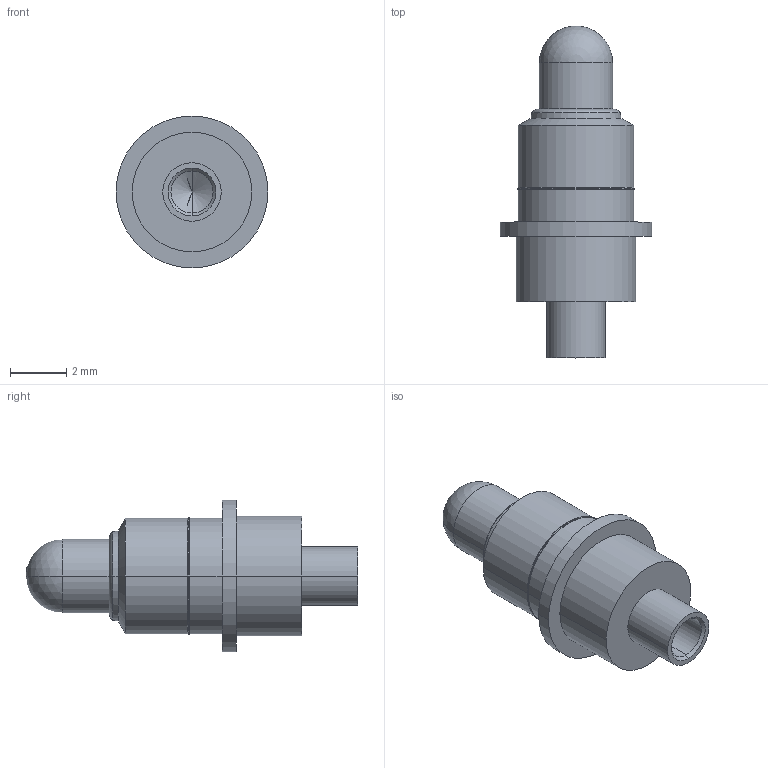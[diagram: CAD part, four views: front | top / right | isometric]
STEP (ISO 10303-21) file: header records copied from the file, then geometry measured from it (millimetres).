
FILE_DESCRIPTION (( 'STEP AP214' ), '1' );
FILE_NAME ('UEBK-30306_2017_09_11.STEP', '2017-09-11T14:30:13', ( '' ), ( '' ), 'SwSTEP 2.0', 'SolidWorks 2017', '' );
FILE_SCHEMA (( 'AUTOMOTIVE_DESIGN' ));
Length unit declared in the file: millimetre
Products named in the file (1): UEBK-30306_2017_09_11
Bounding box: 5.4 x 11.8 x 5.4 mm (x, y, z)
Volume: 112.1 mm3; surface area: 172.4 mm2
Topology: 1 solids, 1 shells, 35 faces, 74 edges, 42 vertices
Faces by surface type: cylinder 16, cone 10, plane 5, sphere 2, torus 2
Entity records: 930 total; most frequent: DIRECTION 182, CARTESIAN_POINT 144, ORIENTED_EDGE 136, AXIS2_PLACEMENT_3D 78, EDGE_CURVE 68, CIRCLE 42, EDGE_LOOP 40, VERTEX_POINT 40
